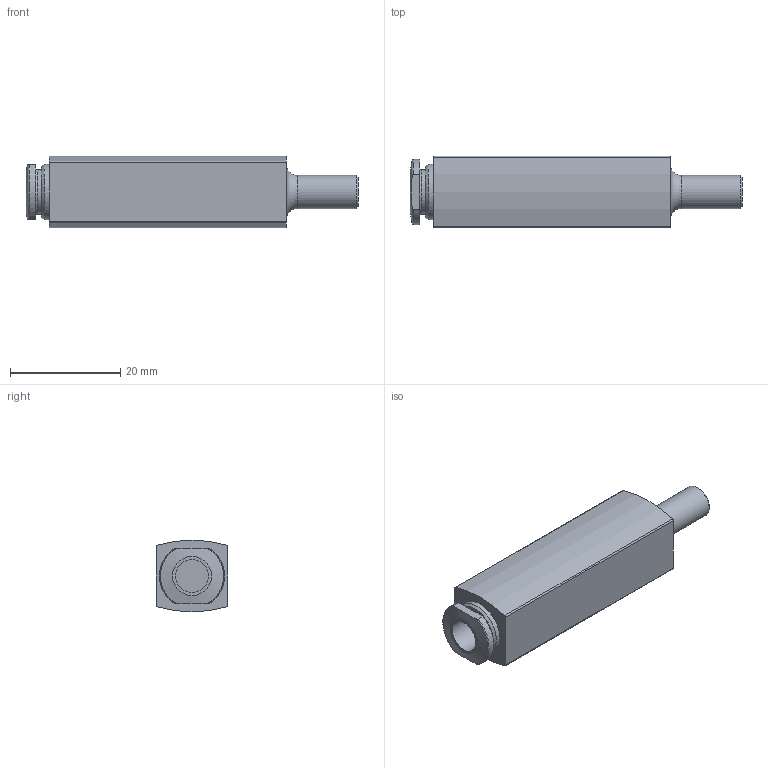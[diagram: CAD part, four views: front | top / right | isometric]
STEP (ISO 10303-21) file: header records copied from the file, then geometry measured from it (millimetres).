
FILE_DESCRIPTION(/* description */ ('STEP AP214'),/* implementation_level */ '2;1');
FILE_NAME(/* name */ '193556_VN-07-M-I3-PQ2-VT2',/* time_stamp */ '2024-09-17T00:21:19+02:00',/* author */ ('License CC BY-ND 4.0'),/* organization */ ('CADENAS'),/* preprocessor_version */ 'ST-DEVELOPER v19.3',/* originating_system */ 'PARTsolutions',/* authorisation */ ' ');
FILE_SCHEMA (('AUTOMOTIVE_DESIGN {1 0 10303 214 3 1 1}'));
Length unit declared in the file: millimetre
Products named in the file (1): 193556 VN-07-M-I3-PQ2-VT2
Bounding box: 60.2 x 13 x 13 mm (x, y, z)
Volume: 7498.8 mm3; surface area: 2912.8 mm2
Topology: 1 solids, 1 shells, 30 faces, 65 edges, 42 vertices
Faces by surface type: cylinder 12, plane 11, torus 4, cone 3
Full cylindrical faces by diameter (mm): 6 x2, 8.1 x1, 10 x1
Entity records: 1018 total; most frequent: CARTESIAN_POINT 149, DIRECTION 142, ORIENTED_EDGE 110, AXIS2_PLACEMENT_3D 62, EDGE_CURVE 55, EDGE_LOOP 44, FACE_BOUND 44, VERTEX_POINT 41
